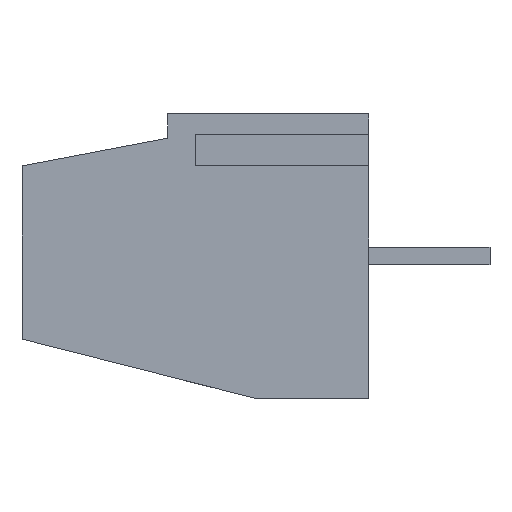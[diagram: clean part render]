
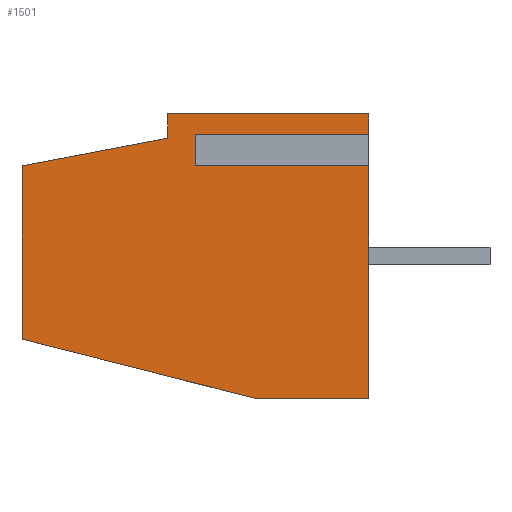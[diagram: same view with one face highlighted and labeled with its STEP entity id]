
A CAD part, left-side view. The second image highlights one B-rep face of the part: STEP entity #1501.
In plain terms, the highlighted planar face has unit normal (-1, 0, 0).
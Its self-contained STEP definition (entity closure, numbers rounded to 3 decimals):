
#72=DIRECTION('',(0.,0.,1.));
#73=VECTOR('',#72,0.5);
#74=CARTESIAN_POINT('',(-7.5,0.,-1.3));
#75=LINE('',#74,#73);
#76=DIRECTION('',(0.,1.,0.));
#77=VECTOR('',#76,5.);
#78=CARTESIAN_POINT('',(-7.5,-5.,-1.3));
#79=LINE('',#78,#77);
#80=DIRECTION('',(0.,0.,-1.));
#81=VECTOR('',#80,6.9);
#82=CARTESIAN_POINT('',(-7.5,-5.,-1.3));
#83=LINE('',#82,#81);
#84=DIRECTION('',(0.,1.,0.));
#85=VECTOR('',#84,3.3);
#86=CARTESIAN_POINT('',(-7.5,-5.,-8.2));
#87=LINE('',#86,#85);
#88=DIRECTION('',(0.,0.969,0.246));
#89=VECTOR('',#88,6.912);
#90=CARTESIAN_POINT('',(-7.5,-1.7,-8.2));
#91=LINE('',#90,#89);
#92=DIRECTION('',(0.,0.,1.));
#93=VECTOR('',#92,5.);
#94=CARTESIAN_POINT('',(-7.5,5.,-6.5));
#95=LINE('',#94,#93);
#96=DIRECTION('',(0.,-0.982,0.187));
#97=VECTOR('',#96,4.276);
#98=CARTESIAN_POINT('',(-7.5,5.,-1.5));
#99=LINE('',#98,#97);
#100=DIRECTION('',(0.,0.,1.));
#101=VECTOR('',#100,0.7);
#102=CARTESIAN_POINT('',(-7.5,0.8,-0.7));
#103=LINE('',#102,#101);
#104=DIRECTION('',(0.,-1.,0.));
#105=VECTOR('',#104,5.8);
#106=CARTESIAN_POINT('',(-7.5,0.8,0.));
#107=LINE('',#106,#105);
#108=DIRECTION('',(0.,0.,-1.));
#109=VECTOR('',#108,0.8);
#110=CARTESIAN_POINT('',(-7.5,-5.,0.));
#111=LINE('',#110,#109);
#112=DIRECTION('',(0.,1.,0.));
#113=VECTOR('',#112,5.);
#114=CARTESIAN_POINT('',(-7.5,-5.,-0.8));
#115=LINE('',#114,#113);
#1128=CARTESIAN_POINT('',(-7.5,-5.,-8.2));
#1129=CARTESIAN_POINT('',(-7.5,-1.7,-8.2));
#1130=VERTEX_POINT('',#1128);
#1131=VERTEX_POINT('',#1129);
#1132=CARTESIAN_POINT('',(-7.5,5.,-6.5));
#1133=VERTEX_POINT('',#1132);
#1134=CARTESIAN_POINT('',(-7.5,5.,-1.5));
#1135=VERTEX_POINT('',#1134);
#1136=CARTESIAN_POINT('',(-7.5,0.8,-0.7));
#1137=VERTEX_POINT('',#1136);
#1138=CARTESIAN_POINT('',(-7.5,0.8,0.));
#1139=VERTEX_POINT('',#1138);
#1140=CARTESIAN_POINT('',(-7.5,-5.,0.));
#1141=VERTEX_POINT('',#1140);
#1220=CARTESIAN_POINT('',(-7.5,0.,-1.3));
#1221=CARTESIAN_POINT('',(-7.5,0.,-0.8));
#1222=VERTEX_POINT('',#1220);
#1223=VERTEX_POINT('',#1221);
#1224=CARTESIAN_POINT('',(-7.5,-5.,-0.8));
#1225=VERTEX_POINT('',#1224);
#1226=CARTESIAN_POINT('',(-7.5,-5.,-1.3));
#1227=VERTEX_POINT('',#1226);
#1472=CARTESIAN_POINT('',(-7.5,0.,0.));
#1473=DIRECTION('',(1.,0.,0.));
#1474=DIRECTION('',(0.,0.,-1.));
#1475=AXIS2_PLACEMENT_3D('',#1472,#1473,#1474);
#1476=PLANE('',#1475);
#1478=ORIENTED_EDGE('',*,*,#1477,.F.);
#1480=ORIENTED_EDGE('',*,*,#1479,.F.);
#1482=ORIENTED_EDGE('',*,*,#1481,.T.);
#1484=ORIENTED_EDGE('',*,*,#1483,.T.);
#1486=ORIENTED_EDGE('',*,*,#1485,.T.);
#1488=ORIENTED_EDGE('',*,*,#1487,.T.);
#1490=ORIENTED_EDGE('',*,*,#1489,.T.);
#1492=ORIENTED_EDGE('',*,*,#1491,.T.);
#1494=ORIENTED_EDGE('',*,*,#1493,.T.);
#1496=ORIENTED_EDGE('',*,*,#1495,.T.);
#1498=ORIENTED_EDGE('',*,*,#1497,.T.);
#1499=EDGE_LOOP('',(#1478,#1480,#1482,#1484,#1486,#1488,#1490,#1492,#1494,#1496,
#1498));
#1500=FACE_OUTER_BOUND('',#1499,.F.);
#1501=ADVANCED_FACE('',(#1500),#1476,.F.);
#1477=EDGE_CURVE('',#1222,#1223,#75,.T.);
#1479=EDGE_CURVE('',#1227,#1222,#79,.T.);
#1481=EDGE_CURVE('',#1227,#1130,#83,.T.);
#1483=EDGE_CURVE('',#1130,#1131,#87,.T.);
#1485=EDGE_CURVE('',#1131,#1133,#91,.T.);
#1487=EDGE_CURVE('',#1133,#1135,#95,.T.);
#1489=EDGE_CURVE('',#1135,#1137,#99,.T.);
#1491=EDGE_CURVE('',#1137,#1139,#103,.T.);
#1493=EDGE_CURVE('',#1139,#1141,#107,.T.);
#1495=EDGE_CURVE('',#1141,#1225,#111,.T.);
#1497=EDGE_CURVE('',#1225,#1223,#115,.T.);
